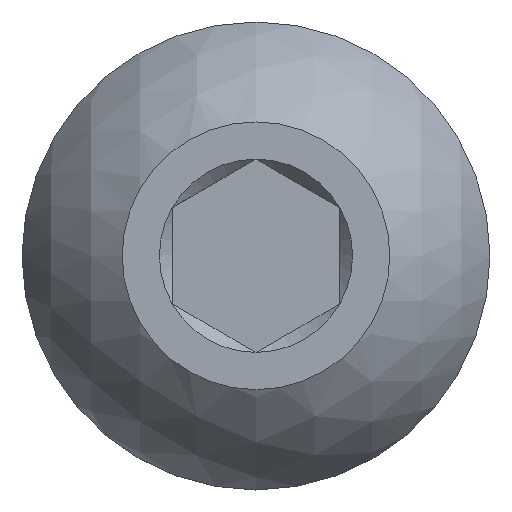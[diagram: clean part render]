
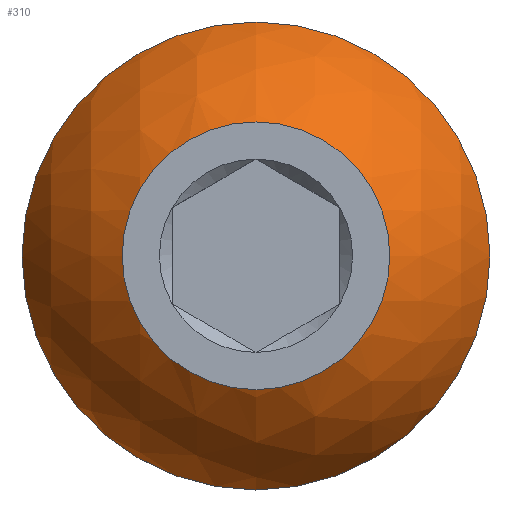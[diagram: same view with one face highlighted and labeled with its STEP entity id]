
A CAD part, top view. The second image highlights one B-rep face of the part: STEP entity #310.
In plain terms, the highlighted spherical face has radius 5.974 mm.
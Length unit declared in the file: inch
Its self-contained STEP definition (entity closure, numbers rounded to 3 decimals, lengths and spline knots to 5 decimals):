
#32=SPHERICAL_SURFACE('',#348,0.23519);
#34=FACE_BOUND('',#108,.T.);
#83=FACE_OUTER_BOUND('',#107,.T.);
#107=EDGE_LOOP('',(#251));
#108=EDGE_LOOP('',(#252));
#126=CIRCLE('',#343,0.125);
#131=CIRCLE('',#349,0.2185);
#154=VERTEX_POINT('',#496);
#155=VERTEX_POINT('',#503);
#188=EDGE_CURVE('',#154,#154,#126,.T.);
#193=EDGE_CURVE('',#155,#155,#131,.T.);
#251=ORIENTED_EDGE('',*,*,#193,.F.);
#252=ORIENTED_EDGE('',*,*,#188,.F.);
#310=ADVANCED_FACE('',(#83,#34),#32,.T.);
#343=AXIS2_PLACEMENT_3D('',#497,#401,#402);
#348=AXIS2_PLACEMENT_3D('',#502,#411,#412);
#349=AXIS2_PLACEMENT_3D('',#504,#413,#414);
#401=DIRECTION('center_axis',(0.,0.,1.));
#402=DIRECTION('ref_axis',(0.,-1.,0.));
#411=DIRECTION('center_axis',(1.,0.,0.));
#412=DIRECTION('ref_axis',(0.,-1.,0.));
#413=DIRECTION('center_axis',(0.,0.,-1.));
#414=DIRECTION('ref_axis',(-1.,0.,0.));
#496=CARTESIAN_POINT('',(-0.125,0.,0.));
#497=CARTESIAN_POINT('Origin',(0.,0.,0.));
#502=CARTESIAN_POINT('Origin',(0.,0.,-0.19923));
#503=CARTESIAN_POINT('',(0.2185,0.,-0.1122));
#504=CARTESIAN_POINT('Origin',(0.,0.,-0.1122));
